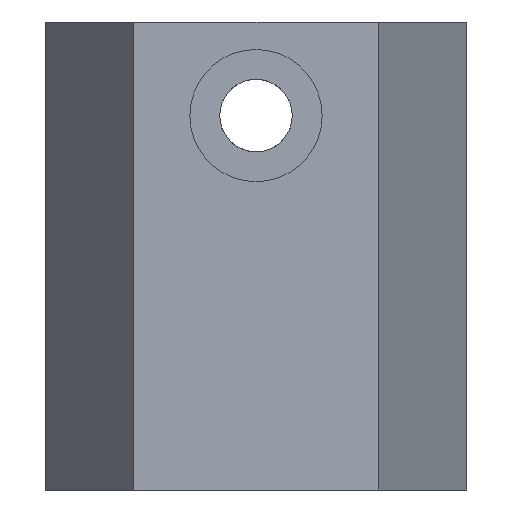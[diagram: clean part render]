
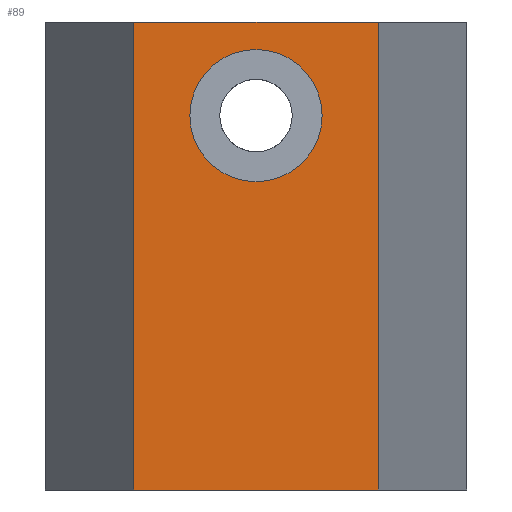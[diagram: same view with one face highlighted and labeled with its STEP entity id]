
A CAD part, left-side view. The second image highlights one B-rep face of the part: STEP entity #89.
In plain terms, the highlighted planar face has unit normal (-1, 0, 0).
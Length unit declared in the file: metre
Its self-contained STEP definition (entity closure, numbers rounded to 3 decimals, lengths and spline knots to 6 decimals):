
#89 = ADVANCED_FACE( '', ( #216, #217 ), #218, .T. );
#216 = FACE_OUTER_BOUND( '', #387, .T. );
#217 = FACE_BOUND( '', #388, .T. );
#218 = PLANE( '', #389 );
#387 = EDGE_LOOP( '', ( #618, #619, #620, #621 ) );
#388 = EDGE_LOOP( '', ( #622 ) );
#389 = AXIS2_PLACEMENT_3D( '', #623, #624, #625 );
#618 = ORIENTED_EDGE( '', *, *, #1007, .F. );
#619 = ORIENTED_EDGE( '', *, *, #1008, .T. );
#620 = ORIENTED_EDGE( '', *, *, #986, .F. );
#621 = ORIENTED_EDGE( '', *, *, #1009, .F. );
#622 = ORIENTED_EDGE( '', *, *, #1010, .T. );
#623 = CARTESIAN_POINT( '', ( -0.0165, -0.005, 0. ) );
#624 = DIRECTION( '', ( -1., 0., 0. ) );
#625 = DIRECTION( '', ( 0., 1., 0. ) );
#986 = EDGE_CURVE( '', #1181, #1183, #1184, .T. );
#1007 = EDGE_CURVE( '', #1222, #1223, #1224, .T. );
#1008 = EDGE_CURVE( '', #1222, #1183, #1225, .T. );
#1009 = EDGE_CURVE( '', #1223, #1181, #1226, .T. );
#1010 = EDGE_CURVE( '', #1227, #1227, #1228, .T. );
#1181 = VERTEX_POINT( '', #1459 );
#1183 = VERTEX_POINT( '', #1462 );
#1184 = LINE( '', #1463, #1464 );
#1222 = VERTEX_POINT( '', #1521 );
#1223 = VERTEX_POINT( '', #1522 );
#1224 = LINE( '', #1523, #1524 );
#1225 = LINE( '', #1525, #1526 );
#1226 = LINE( '', #1527, #1528 );
#1227 = VERTEX_POINT( '', #1529 );
#1228 = CIRCLE( '', #1530, 0.002825 );
#1459 = CARTESIAN_POINT( '', ( -0.0165, -0.005229, -0.02 ) );
#1462 = CARTESIAN_POINT( '', ( -0.0165, 0.005229, -0.02 ) );
#1463 = CARTESIAN_POINT( '', ( -0.0165, -0.0025, -0.02 ) );
#1464 = VECTOR( '', #1850, 1. );
#1521 = CARTESIAN_POINT( '', ( -0.0165, 0.005229, 0. ) );
#1522 = CARTESIAN_POINT( '', ( -0.0165, -0.005229, 0. ) );
#1523 = CARTESIAN_POINT( '', ( -0.0165, -0.0025, 0. ) );
#1524 = VECTOR( '', #1870, 1. );
#1525 = CARTESIAN_POINT( '', ( -0.0165, 0.005229, -0.004 ) );
#1526 = VECTOR( '', #1871, 1. );
#1527 = CARTESIAN_POINT( '', ( -0.0165, -0.005229, -0.004 ) );
#1528 = VECTOR( '', #1872, 1. );
#1529 = CARTESIAN_POINT( '', ( -0.0165, 0.002825, -0.004 ) );
#1530 = AXIS2_PLACEMENT_3D( '', #1873, #1874, #1875 );
#1850 = DIRECTION( '', ( 0., 1., 0. ) );
#1870 = DIRECTION( '', ( 0., -1., 0. ) );
#1871 = DIRECTION( '', ( 0., 0., -1. ) );
#1872 = DIRECTION( '', ( 0., 0., -1. ) );
#1873 = CARTESIAN_POINT( '', ( -0.0165, 0., -0.004 ) );
#1874 = DIRECTION( '', ( 1., 0., 0. ) );
#1875 = DIRECTION( '', ( 0., 1., 0. ) );
